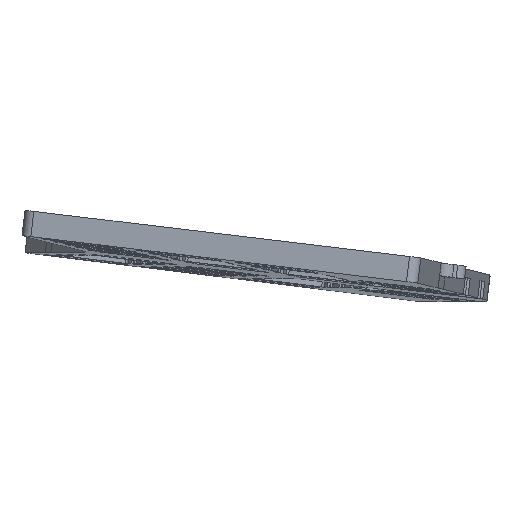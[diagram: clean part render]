
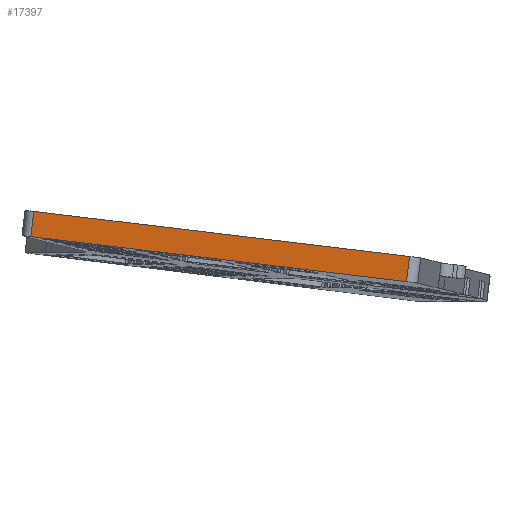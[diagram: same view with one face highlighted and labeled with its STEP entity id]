
A CAD part, left-side view. The second image highlights one B-rep face of the part: STEP entity #17397.
In plain terms, the highlighted planar face has unit normal (-0.992, 0.121, 0.029).
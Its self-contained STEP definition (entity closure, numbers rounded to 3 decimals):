
#1239=FACE_OUTER_BOUND('',#2114,.T.);
#2114=EDGE_LOOP('',(#15697,#15698,#15699,#15700));
#3026=LINE('',#21682,#4902);
#4707=LINE('',#30310,#6583);
#4708=LINE('',#30313,#6584);
#4709=LINE('',#30314,#6585);
#4902=VECTOR('',#18132,10.);
#6583=VECTOR('',#20855,10.);
#6584=VECTOR('',#20858,10.);
#6585=VECTOR('',#20859,10.);
#6859=VERTEX_POINT('',#21676);
#6860=VERTEX_POINT('',#21681);
#8310=VERTEX_POINT('',#30305);
#8311=VERTEX_POINT('',#30312);
#8583=EDGE_CURVE('',#6859,#6860,#3026,.T.);
#10865=EDGE_CURVE('',#6859,#8310,#4707,.T.);
#10866=EDGE_CURVE('',#8311,#8310,#4708,.T.);
#10867=EDGE_CURVE('',#6860,#8311,#4709,.T.);
#15697=ORIENTED_EDGE('',*,*,#8583,.F.);
#15698=ORIENTED_EDGE('',*,*,#10865,.T.);
#15699=ORIENTED_EDGE('',*,*,#10866,.F.);
#15700=ORIENTED_EDGE('',*,*,#10867,.F.);
#16555=PLANE('',#17942);
#17397=ADVANCED_FACE('',(#1239),#16555,.T.);
#17942=AXIS2_PLACEMENT_3D('',#30311,#20856,#20857);
#18132=DIRECTION('',(0.124,0.985,0.118));
#20855=DIRECTION('',(0.015,-0.121,0.993));
#20856=DIRECTION('center_axis',(-0.992,0.121,0.029));
#20857=DIRECTION('ref_axis',(-0.124,-0.985,-0.118));
#20858=DIRECTION('',(-0.124,-0.985,-0.118));
#20859=DIRECTION('',(0.015,-0.121,0.993));
#21676=CARTESIAN_POINT('',(-77.719,100.346,-6.375));
#21681=CARTESIAN_POINT('',(-68.416,174.386,2.511));
#21682=CARTESIAN_POINT('',(-77.719,100.346,-6.375));
#30305=CARTESIAN_POINT('',(-77.646,99.741,-1.412));
#30310=CARTESIAN_POINT('',(-77.719,100.346,-6.375));
#30311=CARTESIAN_POINT('Origin',(-68.416,174.386,2.511));
#30312=CARTESIAN_POINT('',(-68.342,173.781,7.474));
#30313=CARTESIAN_POINT('',(-77.646,99.741,-1.412));
#30314=CARTESIAN_POINT('',(-68.416,174.386,2.511));
